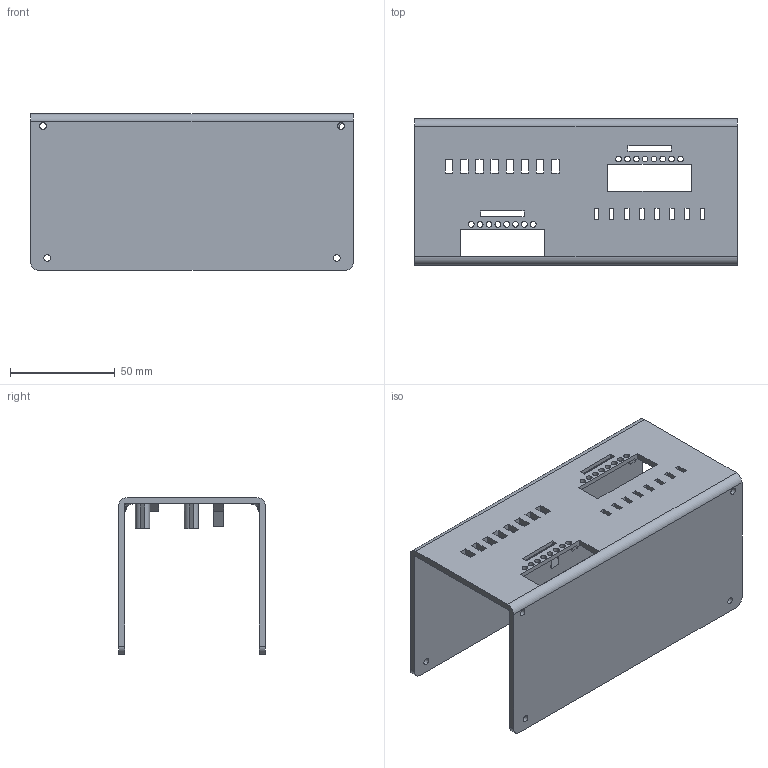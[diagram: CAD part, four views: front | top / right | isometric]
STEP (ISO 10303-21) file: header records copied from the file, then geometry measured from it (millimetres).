
FILE_DESCRIPTION(/* description */ (''),/* implementation_level */ '2;1');
FILE_NAME(/* name */ 'GABINETE C2.step',/* time_stamp */ '2025-09-11T12:40:41-03:00',/* author */ (''),/* organization */ (''),/* preprocessor_version */ 'ST-DEVELOPER v20.1',/* originating_system */ 'Autodesk Translation Framework v14.17.0.0',/* authorisation */ '');
FILE_SCHEMA (('AUTOMOTIVE_DESIGN { 1 0 10303 214 3 1 1 }'));
Length unit declared in the file: millimetre
Products named in the file (1): GABINETE C2
Bounding box: 154.45 x 70.13 x 75.08 mm (x, y, z)
Volume: 95988.6 mm3; surface area: 69571.1 mm2
Topology: 1 solids, 1 shells, 312 faces, 885 edges, 578 vertices
Faces by surface type: plane 258, cylinder 48, cone 4, bspline 2
Full cylindrical faces by diameter (mm): 2.742 x20, 2.8 x4, 3.2 x8, 5.2 x1
Entity records: 11176 total; most frequent: CARTESIAN_POINT 2818, ORIENTED_EDGE 1770, DIRECTION 1579, EDGE_CURVE 885, LINE 737, VECTOR 737, VERTEX_POINT 578, EDGE_LOOP 425
